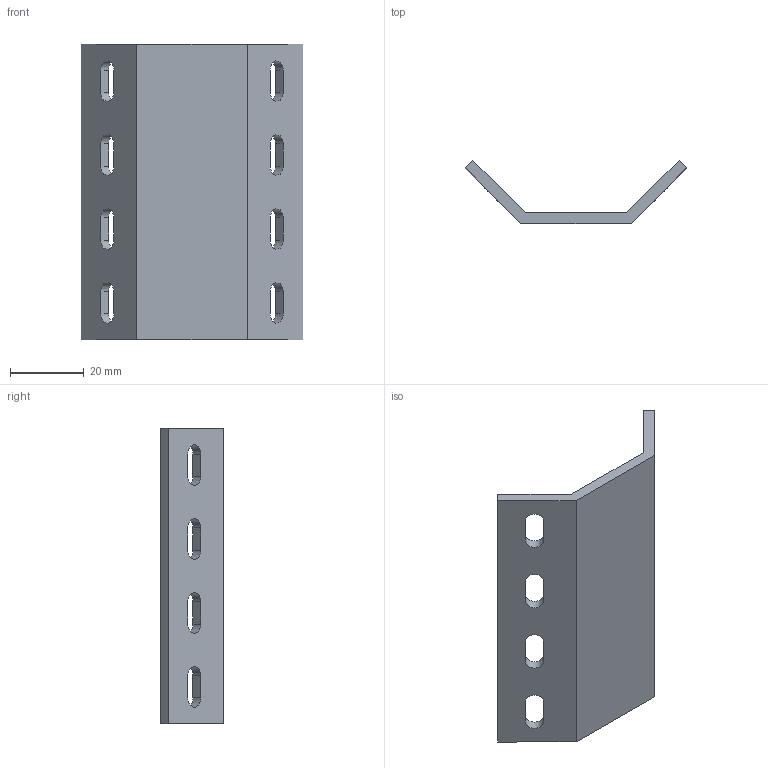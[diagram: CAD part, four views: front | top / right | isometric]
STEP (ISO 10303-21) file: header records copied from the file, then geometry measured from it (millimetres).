
FILE_DESCRIPTION (( 'STEP AP214' ), '1' );
FILE_NAME ('Ñáîðêà2.STEP', '2024-04-16T07:29:52', ( '' ), ( '' ), 'SwSTEP 2.0', 'SolidWorks 2022', '' );
FILE_SCHEMA (( 'AUTOMOTIVE_DESIGN' ));
Length unit declared in the file: millimetre
Products named in the file (2): Сборка2; B495 Угловой соединитель 20x80 (черный), паз 6_00
Assembly tree (1 placements, depth 2):
  Сборка2
    B495 Угловой соединитель 20x80 (черный), паз 6_00
Bounding box: 60 x 17.14 x 80 mm (x, y, z)
Volume: 15598.8 mm3; surface area: 11963.9 mm2
Topology: 1 solids, 1 shells, 42 faces, 120 edges, 80 vertices
Faces by surface type: plane 26, cylinder 16
Entity records: 1474 total; most frequent: CARTESIAN_POINT 246, DIRECTION 244, ORIENTED_EDGE 240, EDGE_CURVE 120, LINE 88, VECTOR 88, VERTEX_POINT 80, AXIS2_PLACEMENT_3D 78
